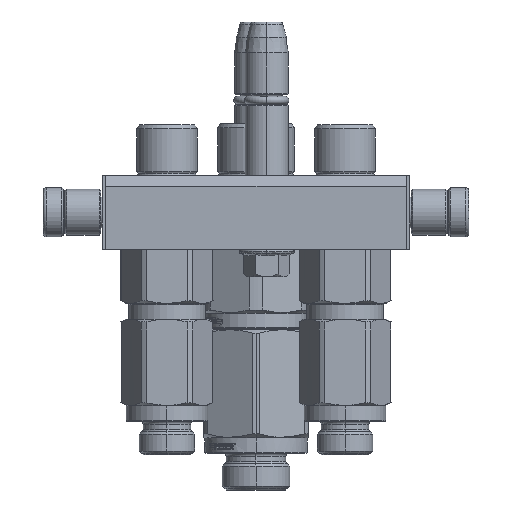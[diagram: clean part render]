
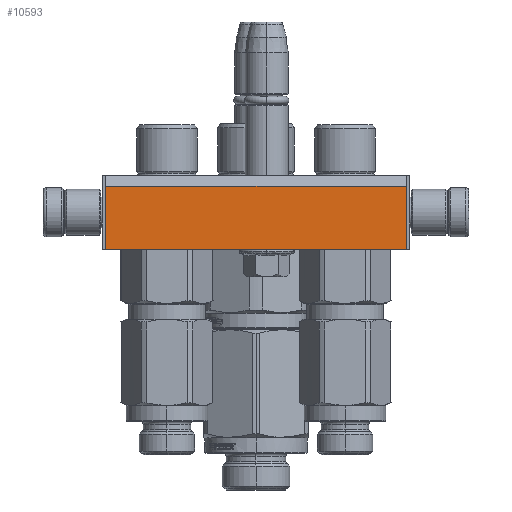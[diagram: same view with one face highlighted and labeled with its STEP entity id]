
A CAD part, left-side view. The second image highlights one B-rep face of the part: STEP entity #10593.
In plain terms, the highlighted face is planar.
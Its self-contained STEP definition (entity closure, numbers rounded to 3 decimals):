
#1398 = EDGE_CURVE ( 'NONE', #45291, #45852, #33612, .T. ) ;
#1509 = CARTESIAN_POINT ( 'NONE',  ( -20., 24., 24. ) ) ;
#2484 = VECTOR ( 'NONE', #29684, 1000. ) ;
#3443 = CARTESIAN_POINT ( 'NONE',  ( 78., 3.464, 24. ) ) ;
#5171 = DIRECTION ( 'NONE',  ( 1., 0., 0. ) ) ;
#5819 = CARTESIAN_POINT ( 'NONE',  ( -21., 0., 24. ) ) ;
#7172 = CARTESIAN_POINT ( 'NONE',  ( -20., 24., 24. ) ) ;
#9501 = LINE ( 'NONE', #41473, #31891 ) ;
#10593 = ADVANCED_FACE ( 'NONE', ( #52058 ), #55050, .T. ) ;
#11861 = CARTESIAN_POINT ( 'NONE',  ( -20., 3.464, 24. ) ) ;
#15920 = ORIENTED_EDGE ( 'NONE', *, *, #57940, .F. ) ;
#19338 = DIRECTION ( 'NONE',  ( 1., 0., 0. ) ) ;
#22457 = CARTESIAN_POINT ( 'NONE',  ( 78., 3.464, 24. ) ) ;
#23463 = DIRECTION ( 'NONE',  ( 0., 0., 1. ) ) ;
#24005 = EDGE_LOOP ( 'NONE', ( #56257, #15920, #51766, #39611 ) ) ;
#28795 = VERTEX_POINT ( 'NONE', #34860 ) ;
#29310 = DIRECTION ( 'NONE',  ( 1., 0., 0. ) ) ;
#29684 = DIRECTION ( 'NONE',  ( 0., 1., 0. ) ) ;
#29790 = LINE ( 'NONE', #7172, #51517 ) ;
#31891 = VECTOR ( 'NONE', #5171, 1000. ) ;
#33612 = LINE ( 'NONE', #22457, #42791 ) ;
#34408 = EDGE_CURVE ( 'NONE', #28795, #45291, #9501, .T. ) ;
#34860 = CARTESIAN_POINT ( 'NONE',  ( -20., 3.464, 24. ) ) ;
#35951 = DIRECTION ( 'NONE',  ( 0., 1., 0. ) ) ;
#39611 = ORIENTED_EDGE ( 'NONE', *, *, #1398, .T. ) ;
#41473 = CARTESIAN_POINT ( 'NONE',  ( -20., 3.464, 24. ) ) ;
#42791 = VECTOR ( 'NONE', #35951, 1000. ) ;
#45291 = VERTEX_POINT ( 'NONE', #3443 ) ;
#45852 = VERTEX_POINT ( 'NONE', #54225 ) ;
#46109 = VERTEX_POINT ( 'NONE', #1509 ) ;
#48086 = LINE ( 'NONE', #11861, #2484 ) ;
#51517 = VECTOR ( 'NONE', #29310, 1000. ) ;
#51766 = ORIENTED_EDGE ( 'NONE', *, *, #34408, .T. ) ;
#52058 = FACE_OUTER_BOUND ( 'NONE', #24005, .T. ) ;
#54225 = CARTESIAN_POINT ( 'NONE',  ( 78., 24., 24. ) ) ;
#55050 = PLANE ( 'NONE',  #55301 ) ;
#55301 = AXIS2_PLACEMENT_3D ( 'NONE', #5819, #23463, #19338 ) ;
#56257 = ORIENTED_EDGE ( 'NONE', *, *, #58064, .F. ) ;
#57940 = EDGE_CURVE ( 'NONE', #28795, #46109, #48086, .T. ) ;
#58064 = EDGE_CURVE ( 'NONE', #46109, #45852, #29790, .T. ) ;
